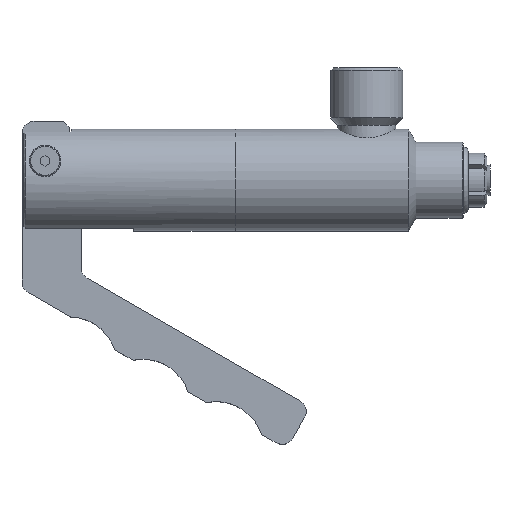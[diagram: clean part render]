
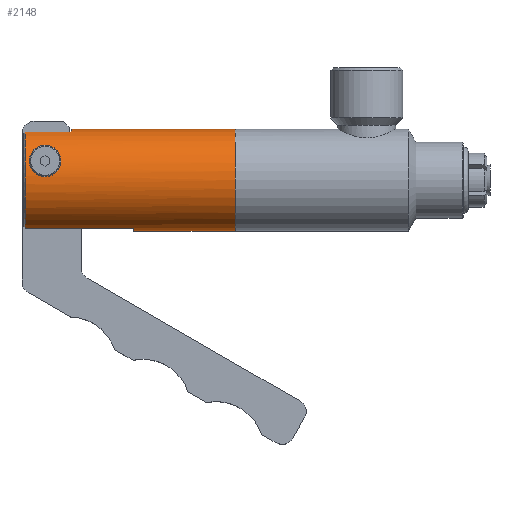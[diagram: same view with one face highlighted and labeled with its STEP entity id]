
A CAD part, top view. The second image highlights one B-rep face of the part: STEP entity #2148.
In plain terms, the highlighted cylindrical face has radius 13.462 mm (diameter 26.924 mm), a full revolution.
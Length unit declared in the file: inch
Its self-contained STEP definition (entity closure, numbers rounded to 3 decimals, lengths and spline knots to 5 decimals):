
#45=B_SPLINE_CURVE_WITH_KNOTS('',3,(#3206,#3207,#3208,#3209,#3210,#3211,
#3212,#3213,#3214,#3215,#3216,#3217,#3218,#3219,#3220,#3221,#3222,#3223,
#3224,#3225,#3226,#3227,#3228,#3229,#3230,#3231,#3232,#3233,#3234,#3235,
#3236,#3237,#3238,#3239),.UNSPECIFIED.,.T.,.F.,(4,2,2,2,2,2,2,2,2,2,2,2,
2,2,2,2,4),(0.,0.15668,0.31335,0.47644,0.63953,
0.82205,1.00457,1.16495,1.32534,1.48572,
1.64611,1.82862,2.01114,2.17423,2.33732,
2.494,2.65068),.UNSPECIFIED.);
#46=B_SPLINE_CURVE_WITH_KNOTS('',3,(#3242,#3243,#3244,#3245,#3246,#3247,
#3248,#3249,#3250,#3251,#3252,#3253,#3254,#3255,#3256,#3257,#3258,#3259,
#3260,#3261,#3262,#3263,#3264,#3265,#3266,#3267,#3268,#3269,#3270,#3271,
#3272,#3273,#3274,#3275),.UNSPECIFIED.,.T.,.F.,(4,2,2,2,2,2,2,2,2,2,2,2,
2,2,2,2,4),(0.,0.0905,0.18099,0.27693,0.37288,
0.47505,0.57722,0.66858,0.75994,
0.8513,0.94266,1.04483,1.147,1.24294,
1.33888,1.42938,1.51987),.UNSPECIFIED.);
#223=LINE('',#3767,#377);
#224=LINE('',#3769,#378);
#225=LINE('',#3773,#379);
#226=LINE('',#3777,#380);
#377=VECTOR('',#2934,0.475);
#378=VECTOR('',#2935,0.475);
#379=VECTOR('',#2938,1.125);
#380=VECTOR('',#2941,1.125);
#485=FACE_BOUND('',#760,.T.);
#486=FACE_BOUND('',#761,.T.);
#487=FACE_BOUND('',#762,.T.);
#609=FACE_OUTER_BOUND('',#759,.T.);
#759=EDGE_LOOP('',(#1931));
#760=EDGE_LOOP('',(#1932));
#761=EDGE_LOOP('',(#1933));
#762=EDGE_LOOP('',(#1934,#1935,#1936,#1937,#1938,#1939,#1940,#1941));
#883=CIRCLE('',#2363,0.53);
#884=CIRCLE('',#2365,0.53);
#885=CIRCLE('',#2366,0.53);
#886=CIRCLE('',#2367,0.53);
#887=CIRCLE('',#2368,0.53);
#962=VERTEX_POINT('',#3205);
#963=VERTEX_POINT('',#3241);
#1084=VERTEX_POINT('',#3755);
#1085=VERTEX_POINT('',#3756);
#1088=VERTEX_POINT('',#3764);
#1089=VERTEX_POINT('',#3766);
#1090=VERTEX_POINT('',#3768);
#1091=VERTEX_POINT('',#3770);
#1092=VERTEX_POINT('',#3772);
#1093=VERTEX_POINT('',#3774);
#1094=VERTEX_POINT('',#3776);
#1199=EDGE_CURVE('',#962,#962,#45,.T.);
#1200=EDGE_CURVE('',#963,#963,#46,.T.);
#1375=EDGE_CURVE('',#1084,#1085,#883,.T.);
#1379=EDGE_CURVE('',#1088,#1088,#884,.T.);
#1380=EDGE_CURVE('',#1089,#1084,#223,.T.);
#1381=EDGE_CURVE('',#1085,#1090,#224,.T.);
#1382=EDGE_CURVE('',#1090,#1091,#885,.T.);
#1383=EDGE_CURVE('',#1091,#1092,#225,.T.);
#1384=EDGE_CURVE('',#1092,#1093,#886,.T.);
#1385=EDGE_CURVE('',#1093,#1094,#226,.T.);
#1386=EDGE_CURVE('',#1094,#1089,#887,.T.);
#1931=ORIENTED_EDGE('',*,*,#1379,.F.);
#1932=ORIENTED_EDGE('',*,*,#1199,.T.);
#1933=ORIENTED_EDGE('',*,*,#1200,.T.);
#1934=ORIENTED_EDGE('',*,*,#1380,.T.);
#1935=ORIENTED_EDGE('',*,*,#1375,.T.);
#1936=ORIENTED_EDGE('',*,*,#1381,.T.);
#1937=ORIENTED_EDGE('',*,*,#1382,.T.);
#1938=ORIENTED_EDGE('',*,*,#1383,.T.);
#1939=ORIENTED_EDGE('',*,*,#1384,.T.);
#1940=ORIENTED_EDGE('',*,*,#1385,.T.);
#1941=ORIENTED_EDGE('',*,*,#1386,.T.);
#2037=CYLINDRICAL_SURFACE('',#2364,0.53);
#2148=ADVANCED_FACE('',(#609,#485,#486,#487),#2037,.T.);
#2363=AXIS2_PLACEMENT_3D('',#3757,#2925,#2926);
#2364=AXIS2_PLACEMENT_3D('',#3763,#2930,#2931);
#2365=AXIS2_PLACEMENT_3D('',#3765,#2932,#2933);
#2366=AXIS2_PLACEMENT_3D('',#3771,#2936,#2937);
#2367=AXIS2_PLACEMENT_3D('',#3775,#2939,#2940);
#2368=AXIS2_PLACEMENT_3D('',#3778,#2942,#2943);
#2925=DIRECTION('center_axis',(1.,0.,0.));
#2926=DIRECTION('ref_axis',(0.,1.,0.));
#2930=DIRECTION('center_axis',(1.,0.,0.));
#2931=DIRECTION('ref_axis',(0.,1.,0.));
#2932=DIRECTION('center_axis',(1.,0.,0.));
#2933=DIRECTION('ref_axis',(0.,1.,0.));
#2934=DIRECTION('',(1.,0.,0.));
#2935=DIRECTION('',(-1.,0.,0.));
#2936=DIRECTION('center_axis',(1.,0.,0.));
#2937=DIRECTION('ref_axis',(0.,1.,0.));
#2938=DIRECTION('',(1.,0.,0.));
#2939=DIRECTION('center_axis',(1.,0.,0.));
#2940=DIRECTION('ref_axis',(0.,1.,0.));
#2941=DIRECTION('',(-1.,0.,0.));
#2942=DIRECTION('center_axis',(1.,0.,0.));
#2943=DIRECTION('ref_axis',(0.,1.,0.));
#3205=CARTESIAN_POINT('',(0.22,0.036,0.52878));
#3206=CARTESIAN_POINT('Ctrl Pts',(0.22,0.036,0.52878));
#3207=CARTESIAN_POINT('Ctrl Pts',(0.19944,0.036,0.52878));
#3208=CARTESIAN_POINT('Ctrl Pts',(0.17751,0.04011,
0.52855));
#3209=CARTESIAN_POINT('Ctrl Pts',(0.1372,0.05677,
0.52702));
#3210=CARTESIAN_POINT('Ctrl Pts',(0.11882,0.06932,
0.52565));
#3211=CARTESIAN_POINT('Ctrl Pts',(0.08926,0.09873,
0.52094));
#3212=CARTESIAN_POINT('Ctrl Pts',(0.07646,0.11769,
0.5172));
#3213=CARTESIAN_POINT('Ctrl Pts',(0.05984,0.15843,
0.50621));
#3214=CARTESIAN_POINT('Ctrl Pts',(0.056,0.18018,
0.49889));
#3215=CARTESIAN_POINT('Ctrl Pts',(0.056,0.22218,
0.48178));
#3216=CARTESIAN_POINT('Ctrl Pts',(0.06071,0.24507,
0.47054));
#3217=CARTESIAN_POINT('Ctrl Pts',(0.07879,0.28639,
0.4466));
#3218=CARTESIAN_POINT('Ctrl Pts',(0.09211,0.30485,0.43394));
#3219=CARTESIAN_POINT('Ctrl Pts',(0.12121,0.33224,0.41325));
#3220=CARTESIAN_POINT('Ctrl Pts',(0.13847,0.34384,0.40347));
#3221=CARTESIAN_POINT('Ctrl Pts',(0.1773,0.35973,0.38937));
#3222=CARTESIAN_POINT('Ctrl Pts',(0.19895,0.364,0.38523));
#3223=CARTESIAN_POINT('Ctrl Pts',(0.24105,0.364,0.38523));
#3224=CARTESIAN_POINT('Ctrl Pts',(0.2627,0.35973,0.38937));
#3225=CARTESIAN_POINT('Ctrl Pts',(0.30153,0.34384,0.40347));
#3226=CARTESIAN_POINT('Ctrl Pts',(0.31879,0.33224,0.41325));
#3227=CARTESIAN_POINT('Ctrl Pts',(0.34789,0.30485,0.43394));
#3228=CARTESIAN_POINT('Ctrl Pts',(0.36121,0.28639,0.4466));
#3229=CARTESIAN_POINT('Ctrl Pts',(0.37929,0.24507,0.47054));
#3230=CARTESIAN_POINT('Ctrl Pts',(0.384,0.22218,0.48178));
#3231=CARTESIAN_POINT('Ctrl Pts',(0.384,0.18018,0.49889));
#3232=CARTESIAN_POINT('Ctrl Pts',(0.38016,0.15843,0.50621));
#3233=CARTESIAN_POINT('Ctrl Pts',(0.36354,0.11769,0.5172));
#3234=CARTESIAN_POINT('Ctrl Pts',(0.35074,0.09873,0.52094));
#3235=CARTESIAN_POINT('Ctrl Pts',(0.32118,0.06932,
0.52565));
#3236=CARTESIAN_POINT('Ctrl Pts',(0.3028,0.05677,
0.52702));
#3237=CARTESIAN_POINT('Ctrl Pts',(0.26249,0.04011,
0.52855));
#3238=CARTESIAN_POINT('Ctrl Pts',(0.24056,0.036,0.52878));
#3239=CARTESIAN_POINT('Ctrl Pts',(0.22,0.036,0.52878));
#3241=CARTESIAN_POINT('',(0.22,0.105,-0.51949));
#3242=CARTESIAN_POINT('Ctrl Pts',(0.22,0.105,-0.51949));
#3243=CARTESIAN_POINT('Ctrl Pts',(0.23188,0.105,-0.51949));
#3244=CARTESIAN_POINT('Ctrl Pts',(0.24453,0.10737,-0.51903));
#3245=CARTESIAN_POINT('Ctrl Pts',(0.26776,0.11692,-0.51697));
#3246=CARTESIAN_POINT('Ctrl Pts',(0.27833,0.12411,-0.51533));
#3247=CARTESIAN_POINT('Ctrl Pts',(0.29549,0.141,-0.51098));
#3248=CARTESIAN_POINT('Ctrl Pts',(0.30296,0.15198,-0.50789));
#3249=CARTESIAN_POINT('Ctrl Pts',(0.31272,0.17565,-0.5002));
#3250=CARTESIAN_POINT('Ctrl Pts',(0.315,0.18834,-0.49557));
#3251=CARTESIAN_POINT('Ctrl Pts',(0.315,0.21242,-0.48576));
#3252=CARTESIAN_POINT('Ctrl Pts',(0.31244,0.22547,-0.47984));
#3253=CARTESIAN_POINT('Ctrl Pts',(0.30222,0.24932,-0.46788));
#3254=CARTESIAN_POINT('Ctrl Pts',(0.29458,0.26015,-0.46187));
#3255=CARTESIAN_POINT('Ctrl Pts',(0.27755,0.27639,-0.45231));
#3256=CARTESIAN_POINT('Ctrl Pts',(0.26734,0.28328,-0.44798));
#3257=CARTESIAN_POINT('Ctrl Pts',(0.24456,0.29259,-0.44195));
#3258=CARTESIAN_POINT('Ctrl Pts',(0.23199,0.295,-0.44031));
#3259=CARTESIAN_POINT('Ctrl Pts',(0.20801,0.295,-0.44031));
#3260=CARTESIAN_POINT('Ctrl Pts',(0.19544,0.29259,-0.44195));
#3261=CARTESIAN_POINT('Ctrl Pts',(0.17266,0.28328,-0.44798));
#3262=CARTESIAN_POINT('Ctrl Pts',(0.16245,0.27639,-0.45231));
#3263=CARTESIAN_POINT('Ctrl Pts',(0.14542,0.26015,-0.46187));
#3264=CARTESIAN_POINT('Ctrl Pts',(0.13778,0.24932,-0.46788));
#3265=CARTESIAN_POINT('Ctrl Pts',(0.12756,0.22547,-0.47984));
#3266=CARTESIAN_POINT('Ctrl Pts',(0.125,0.21242,-0.48576));
#3267=CARTESIAN_POINT('Ctrl Pts',(0.125,0.18834,-0.49557));
#3268=CARTESIAN_POINT('Ctrl Pts',(0.12728,0.17565,-0.5002));
#3269=CARTESIAN_POINT('Ctrl Pts',(0.13704,0.15198,-0.50789));
#3270=CARTESIAN_POINT('Ctrl Pts',(0.14451,0.141,-0.51098));
#3271=CARTESIAN_POINT('Ctrl Pts',(0.16167,0.12411,-0.51533));
#3272=CARTESIAN_POINT('Ctrl Pts',(0.17224,0.11692,-0.51697));
#3273=CARTESIAN_POINT('Ctrl Pts',(0.19547,0.10737,-0.51903));
#3274=CARTESIAN_POINT('Ctrl Pts',(0.20812,0.105,-0.51949));
#3275=CARTESIAN_POINT('Ctrl Pts',(0.22,0.105,-0.51949));
#3755=CARTESIAN_POINT('',(0.49,0.49939,-0.1775));
#3756=CARTESIAN_POINT('',(0.49,0.49939,0.1775));
#3757=CARTESIAN_POINT('Origin',(0.49,0.,0.));
#3763=CARTESIAN_POINT('Origin',(1.105,0.,0.));
#3764=CARTESIAN_POINT('',(2.195,0.53,0.));
#3765=CARTESIAN_POINT('Origin',(2.195,0.,0.));
#3766=CARTESIAN_POINT('',(0.015,0.49939,-0.1775));
#3767=CARTESIAN_POINT('',(1.105,0.49939,-0.1775));
#3768=CARTESIAN_POINT('',(0.015,0.49939,0.1775));
#3769=CARTESIAN_POINT('',(1.105,0.49939,0.1775));
#3770=CARTESIAN_POINT('',(0.015,-0.49939,0.1775));
#3771=CARTESIAN_POINT('Origin',(0.015,0.,0.));
#3772=CARTESIAN_POINT('',(1.14,-0.49939,0.1775));
#3773=CARTESIAN_POINT('',(1.105,-0.49939,0.1775));
#3774=CARTESIAN_POINT('',(1.14,-0.49939,-0.1775));
#3775=CARTESIAN_POINT('Origin',(1.14,0.,0.));
#3776=CARTESIAN_POINT('',(0.015,-0.49939,-0.1775));
#3777=CARTESIAN_POINT('',(1.105,-0.49939,-0.1775));
#3778=CARTESIAN_POINT('Origin',(0.015,0.,0.));
